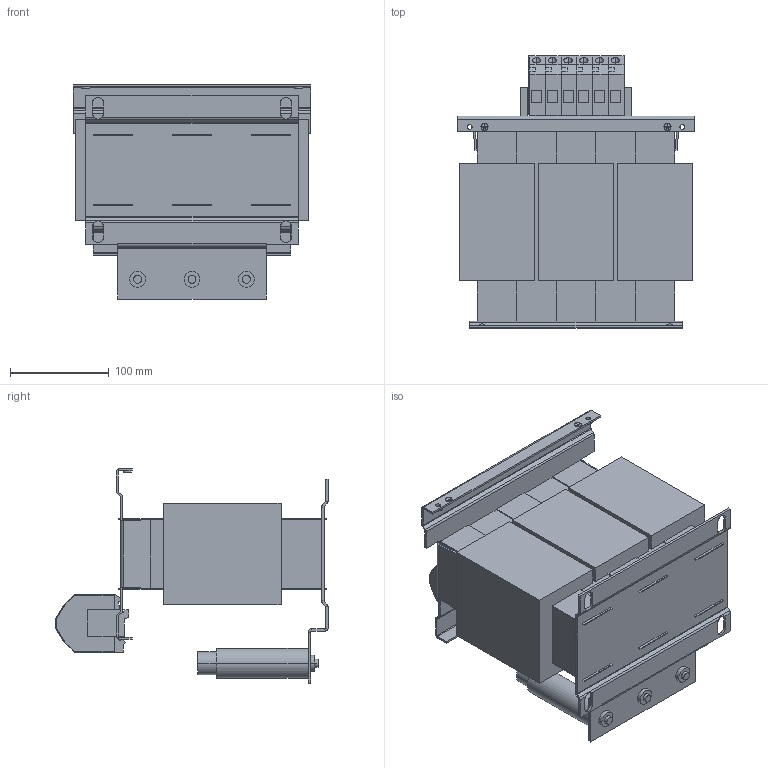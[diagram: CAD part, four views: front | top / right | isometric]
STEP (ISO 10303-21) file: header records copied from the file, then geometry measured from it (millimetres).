
FILE_DESCRIPTION (( 'STEP AP214' ), '1' );
FILE_NAME ('151711_defeature.STEP', '2024-08-23T12:35:22', ( '' ), ( '' ), 'SwSTEP 2.0', 'SolidWorks 2022', '' );
FILE_SCHEMA (( 'AUTOMOTIVE_DESIGN' ));
Length unit declared in the file: millimetre
Products named in the file (1): 151711_defeature
Bounding box: 240 x 275 x 216.5 mm (x, y, z)
Volume: 4770402.6 mm3; surface area: 380800.5 mm2
Topology: 1 solids, 1 shells, 776 faces, 1917 edges, 1192 vertices
Faces by surface type: plane 597, cylinder 179
Entity records: 22588 total; most frequent: CARTESIAN_POINT 4107, ORIENTED_EDGE 3834, DIRECTION 3746, EDGE_CURVE 1917, LINE 1540, VECTOR 1540, VERTEX_POINT 1192, AXIS2_PLACEMENT_3D 1103
